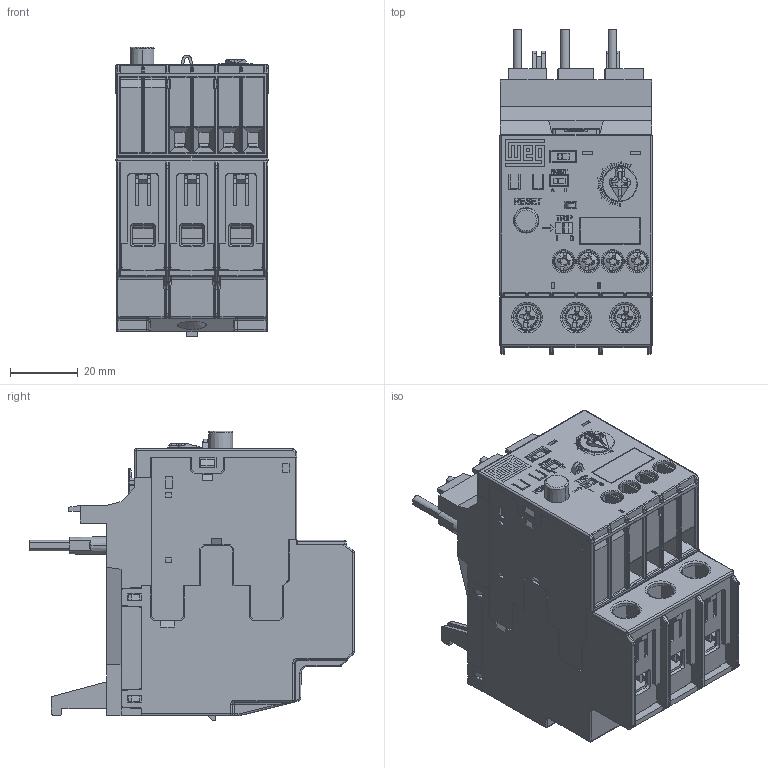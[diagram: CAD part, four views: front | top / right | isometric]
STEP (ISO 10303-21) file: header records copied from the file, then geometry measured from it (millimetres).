
FILE_DESCRIPTION (( 'STEP AP214' ), '1' );
FILE_NAME ('RWB40E-3-R4U025.STEP', '2025-05-12T15:25:44', ( '' ), ( '' ), 'SwSTEP 2.0', 'SolidWorks 2024', '' );
FILE_SCHEMA (( 'AUTOMOTIVE_DESIGN' ));
Length unit declared in the file: inch
Products named in the file (1): RWB40E-3-R4U025
Bounding box: 45 x 96 x 85.6 mm (x, y, z)
Volume: 165461.4 mm3; surface area: 74022.3 mm2
Topology: 38 solids, 49 shells, 3774 faces, 9769 edges, 6144 vertices
Faces by surface type: plane 2406, cylinder 808, bspline 219, torus 154, cone 94, sphere 93
Entity records: 121083 total; most frequent: CARTESIAN_POINT 30299, ORIENTED_EDGE 19434, DIRECTION 17708, EDGE_CURVE 9717, LINE 6904, VECTOR 6904, VERTEX_POINT 6144, AXIS2_PLACEMENT_3D 5402
